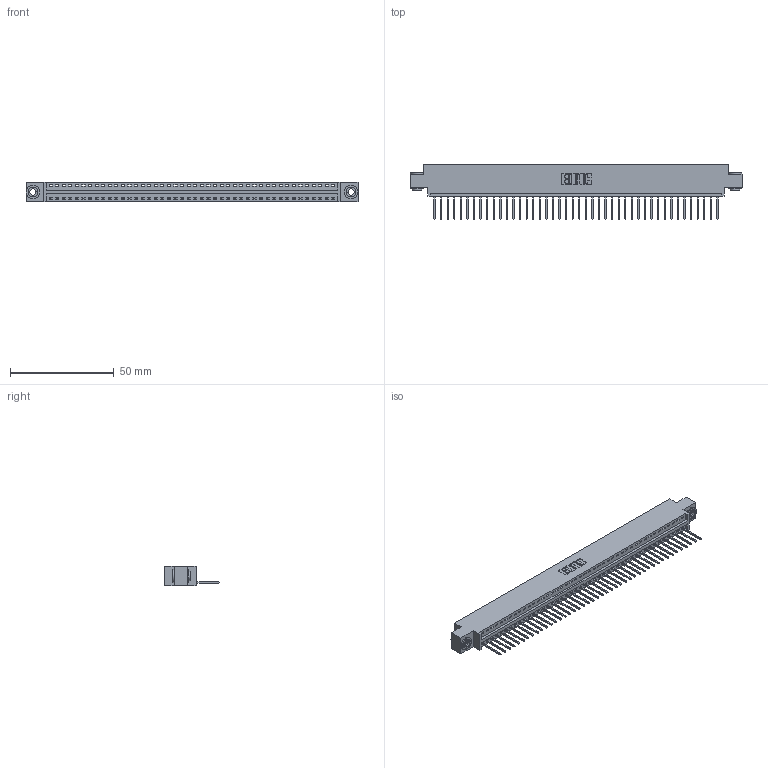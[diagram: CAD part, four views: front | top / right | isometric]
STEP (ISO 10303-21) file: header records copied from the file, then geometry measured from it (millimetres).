
FILE_DESCRIPTION (( 'STEP AP203' ), '1' );
FILE_NAME ('396-044-522-603.STEP', '2019-10-27T23:36:58', ( '' ), ( '' ), 'SwSTEP 2.0', 'SolidWorks 2016', '' );
FILE_SCHEMA (( 'CONFIG_CONTROL_DESIGN' ));
Length unit declared in the file: inch
Products named in the file (4): 346 Part_0.170 Offset - 0.156 Dia-TH; 345-250-002_345-250-002-102; 396-044-522-603; 345-292-001_345-293-122
Assembly tree (47 placements, depth 2):
  396-044-522-603
    346 Part_0.170 Offset - 0.156 Dia-TH
    345-292-001_345-293-122  x44
    345-250-002_345-250-002-102  x2
Bounding box: 160.27 x 26.42 x 9.4 mm (x, y, z)
Volume: 15225.8 mm3; surface area: 19593.4 mm2
Topology: 47 solids, 47 shells, 2716 faces, 8161 edges, 5378 vertices
Faces by surface type: plane 1850, cylinder 858, cone 8
Entity records: 27838 total; most frequent: CARTESIAN_POINT 4751, ORIENTED_EDGE 4722, DIRECTION 4219, EDGE_CURVE 2361, VECTOR 2029, LINE 2029, VERTEX_POINT 1570, AXIS2_PLACEMENT_3D 1095
